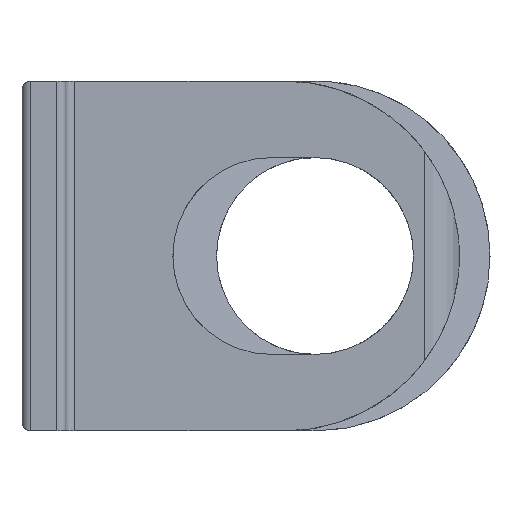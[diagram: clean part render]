
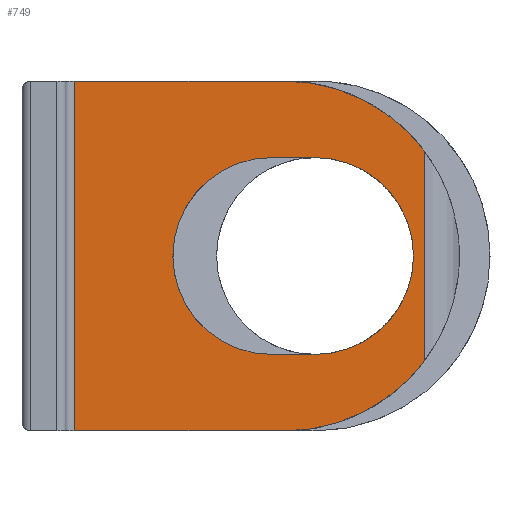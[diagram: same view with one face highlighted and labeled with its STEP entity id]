
A CAD part, front view. The second image highlights one B-rep face of the part: STEP entity #749.
In plain terms, the highlighted planar face has unit normal (0, -1, 0).
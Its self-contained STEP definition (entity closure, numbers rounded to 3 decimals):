
#42=CIRCLE('',#807,4.);
#43=CIRCLE('',#808,4.);
#44=CIRCLE('',#809,2.25);
#45=CIRCLE('',#810,2.25);
#100=ORIENTED_EDGE('',*,*,#326,.T.);
#101=ORIENTED_EDGE('',*,*,#327,.T.);
#102=ORIENTED_EDGE('',*,*,#328,.F.);
#103=ORIENTED_EDGE('',*,*,#329,.T.);
#104=ORIENTED_EDGE('',*,*,#330,.F.);
#105=ORIENTED_EDGE('',*,*,#331,.T.);
#106=ORIENTED_EDGE('',*,*,#332,.T.);
#107=ORIENTED_EDGE('',*,*,#333,.T.);
#108=ORIENTED_EDGE('',*,*,#334,.T.);
#109=ORIENTED_EDGE('',*,*,#335,.F.);
#326=EDGE_CURVE('',#439,#440,#510,.T.);
#327=EDGE_CURVE('',#440,#441,#42,.F.);
#328=EDGE_CURVE('',#442,#441,#511,.T.);
#329=EDGE_CURVE('',#442,#443,#43,.F.);
#330=EDGE_CURVE('',#444,#443,#512,.T.);
#331=EDGE_CURVE('',#444,#439,#513,.T.);
#332=EDGE_CURVE('',#445,#446,#514,.T.);
#333=EDGE_CURVE('',#446,#447,#44,.T.);
#334=EDGE_CURVE('',#447,#448,#515,.T.);
#335=EDGE_CURVE('',#445,#448,#45,.T.);
#439=VERTEX_POINT('',#1150);
#440=VERTEX_POINT('',#1151);
#441=VERTEX_POINT('',#1153);
#442=VERTEX_POINT('',#1155);
#443=VERTEX_POINT('',#1157);
#444=VERTEX_POINT('',#1159);
#445=VERTEX_POINT('',#1162);
#446=VERTEX_POINT('',#1163);
#447=VERTEX_POINT('',#1165);
#448=VERTEX_POINT('',#1167);
#510=LINE('',#1149,#581);
#511=LINE('',#1154,#582);
#512=LINE('',#1158,#583);
#513=LINE('',#1160,#584);
#514=LINE('',#1161,#585);
#515=LINE('',#1166,#586);
#581=VECTOR('',#908,1000.);
#582=VECTOR('',#911,1000.);
#583=VECTOR('',#914,1000.);
#584=VECTOR('',#915,1000.);
#585=VECTOR('',#916,1000.);
#586=VECTOR('',#919,1000.);
#641=EDGE_LOOP('',(#100,#101,#102,#103,#104,#105));
#642=EDGE_LOOP('',(#106,#107,#108,#109));
#686=FACE_BOUND('',#641,.T.);
#687=FACE_BOUND('',#642,.T.);
#730=PLANE('',#806);
#749=ADVANCED_FACE('',(#686,#687),#730,.F.);
#806=AXIS2_PLACEMENT_3D('',#1148,#906,#907);
#807=AXIS2_PLACEMENT_3D('',#1152,#909,#910);
#808=AXIS2_PLACEMENT_3D('',#1156,#912,#913);
#809=AXIS2_PLACEMENT_3D('',#1164,#917,#918);
#810=AXIS2_PLACEMENT_3D('',#1168,#920,#921);
#906=DIRECTION('',(0.,1.,0.));
#907=DIRECTION('',(0.,0.,1.));
#908=DIRECTION('',(1.,0.,0.));
#909=DIRECTION('',(0.,1.,0.));
#910=DIRECTION('',(0.,0.,1.));
#911=DIRECTION('',(0.,0.,-1.));
#912=DIRECTION('',(0.,1.,0.));
#913=DIRECTION('',(0.,0.,1.));
#914=DIRECTION('',(1.,0.,0.));
#915=DIRECTION('',(0.,0.,-1.));
#916=DIRECTION('',(-1.,0.,0.));
#917=DIRECTION('',(0.,1.,0.));
#918=DIRECTION('',(1.,0.,0.));
#919=DIRECTION('',(1.,0.,0.));
#920=DIRECTION('',(0.,-1.,0.));
#921=DIRECTION('',(0.,0.,-1.));
#1148=CARTESIAN_POINT('',(1.2,1.5,4.));
#1149=CARTESIAN_POINT('',(1.2,1.5,-4.));
#1150=CARTESIAN_POINT('',(1.2,1.5,-4.));
#1151=CARTESIAN_POINT('',(6.,1.5,-4.));
#1152=CARTESIAN_POINT('',(6.,1.5,0.));
#1153=CARTESIAN_POINT('',(9.2,1.5,-2.4));
#1154=CARTESIAN_POINT('',(9.2,1.5,4.));
#1155=CARTESIAN_POINT('',(9.2,1.5,2.4));
#1156=CARTESIAN_POINT('',(6.,1.5,0.));
#1157=CARTESIAN_POINT('',(6.,1.5,4.));
#1158=CARTESIAN_POINT('',(1.2,1.5,4.));
#1159=CARTESIAN_POINT('',(1.2,1.5,4.));
#1160=CARTESIAN_POINT('',(1.2,1.5,4.));
#1161=CARTESIAN_POINT('',(6.7,1.5,-2.25));
#1162=CARTESIAN_POINT('',(6.7,1.5,-2.25));
#1163=CARTESIAN_POINT('',(5.7,1.5,-2.25));
#1164=CARTESIAN_POINT('',(5.7,1.5,0.));
#1165=CARTESIAN_POINT('',(5.7,1.5,2.25));
#1166=CARTESIAN_POINT('',(5.7,1.5,2.25));
#1167=CARTESIAN_POINT('',(6.7,1.5,2.25));
#1168=CARTESIAN_POINT('',(6.7,1.5,0.));
